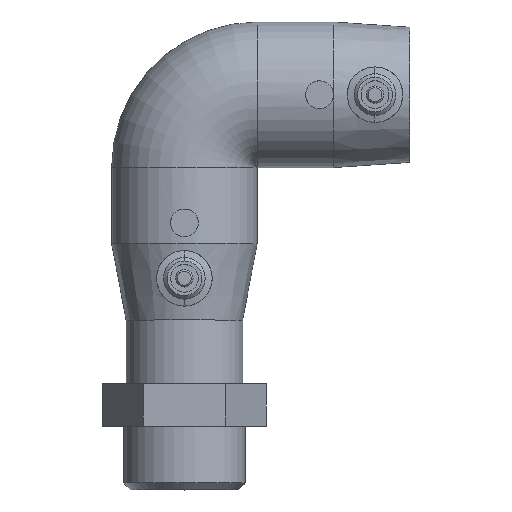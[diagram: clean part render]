
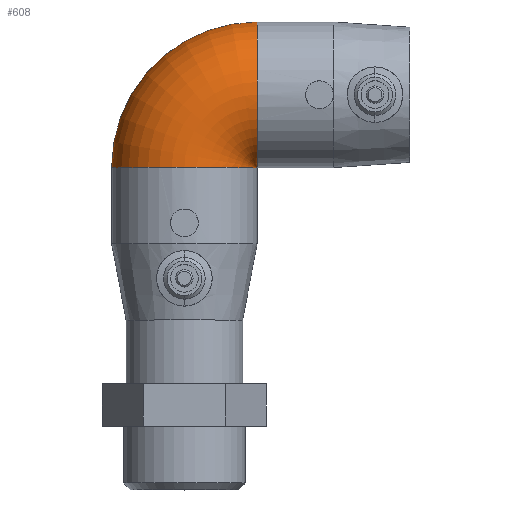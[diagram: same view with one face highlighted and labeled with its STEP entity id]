
A CAD part, top view. The second image highlights one B-rep face of the part: STEP entity #608.
In plain terms, the highlighted toroidal (fillet/blend) face has major radius 21.01 mm and minor radius 21 mm.
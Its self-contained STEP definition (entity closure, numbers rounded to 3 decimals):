
#432 = VERTEX_POINT( '', #1176 );
#492 = EDGE_CURVE( '', #546, #568, #1241, .T. );
#516 = VERTEX_POINT( '', #1270 );
#540 = EDGE_CURVE( '', #546, #828, #1297, .T. );
#546 = VERTEX_POINT( '', #1303 );
#568 = VERTEX_POINT( '', #1328 );
#608 = ADVANCED_FACE( '', ( #1371 ), #1372, .T. );
#658 = EDGE_CURVE( '', #516, #432, #1426, .T. );
#828 = VERTEX_POINT( '', #1621 );
#950 = EDGE_CURVE( '', #516, #568, #1761, .T. );
#996 = EDGE_CURVE( '', #432, #828, #1811, .T. );
#1176 = CARTESIAN_POINT( '', ( 0., 0.005, 21. ) );
#1241 = CIRCLE( '', #2096, 42.01 );
#1270 = CARTESIAN_POINT( '', ( 0., -21., 0. ) );
#1297 = CIRCLE( '', #2202, 21. );
#1303 = CARTESIAN_POINT( '', ( 0.01, 21.01, 0. ) );
#1328 = CARTESIAN_POINT( '', ( -42., -21., 0. ) );
#1371 = FACE_OUTER_BOUND( '', #2349, .T. );
#1372 = TOROIDAL_SURFACE( '', #2350, 21.01, 21. );
#1426 = B_SPLINE_CURVE_WITH_KNOTS( '', 3, ( #2493, #2494, #2495, #2496, #2497, #2498, #2499, #2500, #2501, #2502, #2503, #2504, #2505, #2506, #2507, #2508, #2509, #2510, #2511, #2512, #2513, #2514, #2515, #2516, #2517, #2518, #2519, #2520, #2521, #2522, #2523, #2524, #2525, #2526, #2527, #2528, #2529, #2530 ), .UNSPECIFIED., .F., .F., ( 4, 2, 2, 2, 2, 2, 2, 2, 2, 2, 2, 2, 2, 2, 2, 2, 2, 2, 4 ), ( 0., 0.266, 1.222, 2.177, 4.088, 6., 7.911, 9.84, 11.769, 13.698, 15.627, 17.561, 19.494, 21.427, 23.36, 25.293, 27.226, 29.159, 31.087 ), .UNSPECIFIED. );
#1621 = CARTESIAN_POINT( '', ( 0.01, 0.005, 21. ) );
#1761 = CIRCLE( '', #3156, 21. );
#1811 = B_SPLINE_CURVE_WITH_KNOTS( '', 3, ( #3240, #3241, #3242, #3243 ), .UNSPECIFIED., .F., .F., ( 4, 4 ), ( -0.01, 0. ), .UNSPECIFIED. );
#2096 = AXIS2_PLACEMENT_3D( '', #3621, #3622, #3623 );
#2202 = AXIS2_PLACEMENT_3D( '', #3694, #3695, #3696 );
#2349 = EDGE_LOOP( '', ( #3775, #3776, #3777, #3778, #3779 ) );
#2350 = AXIS2_PLACEMENT_3D( '', #3780, #3781, #3782 );
#2493 = CARTESIAN_POINT( '', ( 0., -21., 0. ) );
#2494 = CARTESIAN_POINT( '', ( 0., -20.998, 0.089 ) );
#2495 = CARTESIAN_POINT( '', ( 0., -20.996, 0.195 ) );
#2496 = CARTESIAN_POINT( '', ( 0., -20.986, 0.602 ) );
#2497 = CARTESIAN_POINT( '', ( 0., -20.974, 0.928 ) );
#2498 = CARTESIAN_POINT( '', ( 0., -20.933, 1.591 ) );
#2499 = CARTESIAN_POINT( '', ( 0., -20.905, 1.927 ) );
#2500 = CARTESIAN_POINT( '', ( 0., -20.794, 2.943 ) );
#2501 = CARTESIAN_POINT( '', ( 0., -20.686, 3.631 ) );
#2502 = CARTESIAN_POINT( '', ( 0., -20.4, 4.992 ) );
#2503 = CARTESIAN_POINT( '', ( 0., -20.223, 5.665 ) );
#2504 = CARTESIAN_POINT( '', ( 0., -19.814, 6.963 ) );
#2505 = CARTESIAN_POINT( '', ( 0., -19.581, 7.589 ) );
#2506 = CARTESIAN_POINT( '', ( 0., -19.083, 8.768 ) );
#2507 = CARTESIAN_POINT( '', ( 0., -18.793, 9.376 ) );
#2508 = CARTESIAN_POINT( '', ( 0., -18.14, 10.585 ) );
#2509 = CARTESIAN_POINT( '', ( 0., -17.777, 11.186 ) );
#2510 = CARTESIAN_POINT( '', ( 0., -16.991, 12.348 ) );
#2511 = CARTESIAN_POINT( '', ( 0., -16.568, 12.909 ) );
#2512 = CARTESIAN_POINT( '', ( 0., -15.689, 13.965 ) );
#2513 = CARTESIAN_POINT( '', ( 0., -15.232, 14.46 ) );
#2514 = CARTESIAN_POINT( '', ( 0., -14.318, 15.366 ) );
#2515 = CARTESIAN_POINT( '', ( 0., -13.818, 15.82 ) );
#2516 = CARTESIAN_POINT( '', ( 0., -12.752, 16.691 ) );
#2517 = CARTESIAN_POINT( '', ( 0., -12.186, 17.11 ) );
#2518 = CARTESIAN_POINT( '', ( 0., -11.015, 17.887 ) );
#2519 = CARTESIAN_POINT( '', ( 0., -10.41, 18.246 ) );
#2520 = CARTESIAN_POINT( '', ( 0., -9.193, 18.889 ) );
#2521 = CARTESIAN_POINT( '', ( 0., -8.581, 19.173 ) );
#2522 = CARTESIAN_POINT( '', ( 0., -7.389, 19.664 ) );
#2523 = CARTESIAN_POINT( '', ( 0., -6.754, 19.893 ) );
#2524 = CARTESIAN_POINT( '', ( 0., -5.437, 20.293 ) );
#2525 = CARTESIAN_POINT( '', ( 0., -4.754, 20.465 ) );
#2526 = CARTESIAN_POINT( '', ( 0., -3.376, 20.737 ) );
#2527 = CARTESIAN_POINT( '', ( 0., -2.679, 20.838 ) );
#2528 = CARTESIAN_POINT( '', ( 0., -1.31, 20.97 ) );
#2529 = CARTESIAN_POINT( '', ( 0., -0.638, 21. ) );
#2530 = CARTESIAN_POINT( '', ( 0., 0.005, 21. ) );
#3156 = AXIS2_PLACEMENT_3D( '', #4266, #4267, #4268 );
#3240 = CARTESIAN_POINT( '', ( 0., 0.005, 21. ) );
#3241 = CARTESIAN_POINT( '', ( 0.003, 0.005, 21. ) );
#3242 = CARTESIAN_POINT( '', ( 0.007, 0.005, 21. ) );
#3243 = CARTESIAN_POINT( '', ( 0.01, 0.005, 21. ) );
#3621 = CARTESIAN_POINT( '', ( 0.01, -21., 0. ) );
#3622 = DIRECTION( '', ( 0., 0., 1. ) );
#3623 = DIRECTION( '', ( 1., 0., 0. ) );
#3694 = CARTESIAN_POINT( '', ( 0.01, 0.01, 0. ) );
#3695 = DIRECTION( '', ( 1., 0., 0. ) );
#3696 = DIRECTION( '', ( 0., -1., 0. ) );
#3775 = ORIENTED_EDGE( '', *, *, #492, .T. );
#3776 = ORIENTED_EDGE( '', *, *, #950, .F. );
#3777 = ORIENTED_EDGE( '', *, *, #658, .T. );
#3778 = ORIENTED_EDGE( '', *, *, #996, .T. );
#3779 = ORIENTED_EDGE( '', *, *, #540, .F. );
#3780 = CARTESIAN_POINT( '', ( 0.01, -21., 0. ) );
#3781 = DIRECTION( '', ( 0., 0., 1. ) );
#3782 = DIRECTION( '', ( 1., 0., 0. ) );
#4266 = CARTESIAN_POINT( '', ( -21., -21., 0. ) );
#4267 = DIRECTION( '', ( 0., -1., 0. ) );
#4268 = DIRECTION( '', ( -1., 0., 0. ) );
